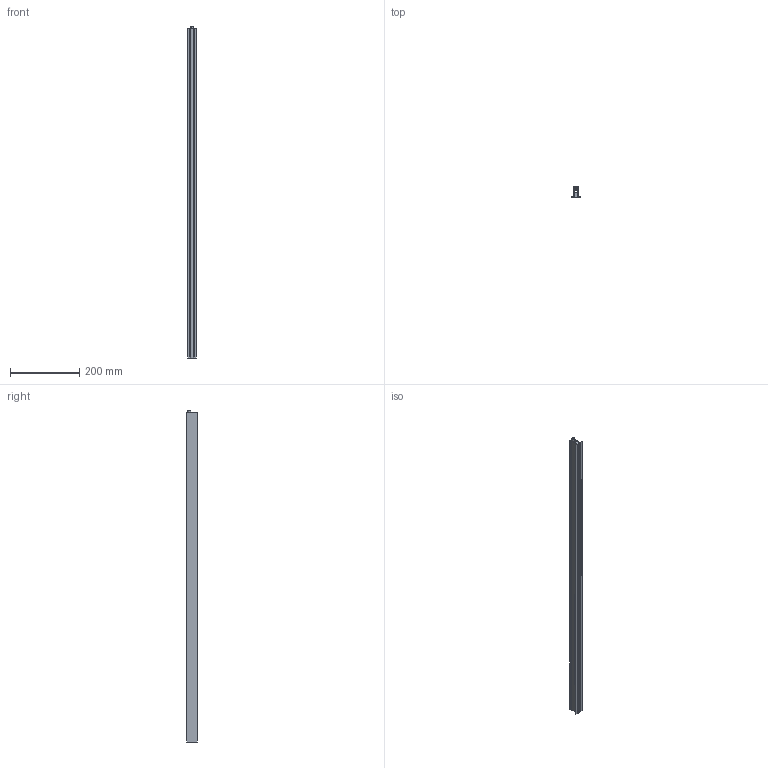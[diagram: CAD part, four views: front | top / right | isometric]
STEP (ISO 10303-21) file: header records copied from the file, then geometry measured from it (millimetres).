
FILE_DESCRIPTION (( 'STEP AP203' ), '1' );
FILE_NAME ('FT950_Plus.STEP', '2024-11-27T15:59:39', ( '' ), ( '' ), 'SwSTEP 2.0', 'SolidWorks 2023', '' );
FILE_SCHEMA (( 'CONFIG_CONTROL_DESIGN' ));
Length unit declared in the file: millimetre
Products named in the file (4): Innengeometrie_FT_plus_950; Aussengehäuse_FT_950; FT950_Plus; Betätigungsteil_FT
Assembly tree (3 placements, depth 2):
  FT950_Plus
    Aussengehäuse_FT_950
    Betätigungsteil_FT
    Innengeometrie_FT_plus_950
Bounding box: 25 x 31 x 958 mm (x, y, z)
Volume: 225367.2 mm3; surface area: 281527.8 mm2
Topology: 20 solids, 20 shells, 638 faces, 1786 edges, 1190 vertices
Faces by surface type: bspline 308, plane 307, cylinder 21, torus 2
Entity records: 35689 total; most frequent: CARTESIAN_POINT 20807, ORIENTED_EDGE 3572, DIRECTION 1890, EDGE_CURVE 1786, VERTEX_POINT 1190, LINE 1122, VECTOR 1122, EDGE_LOOP 718
